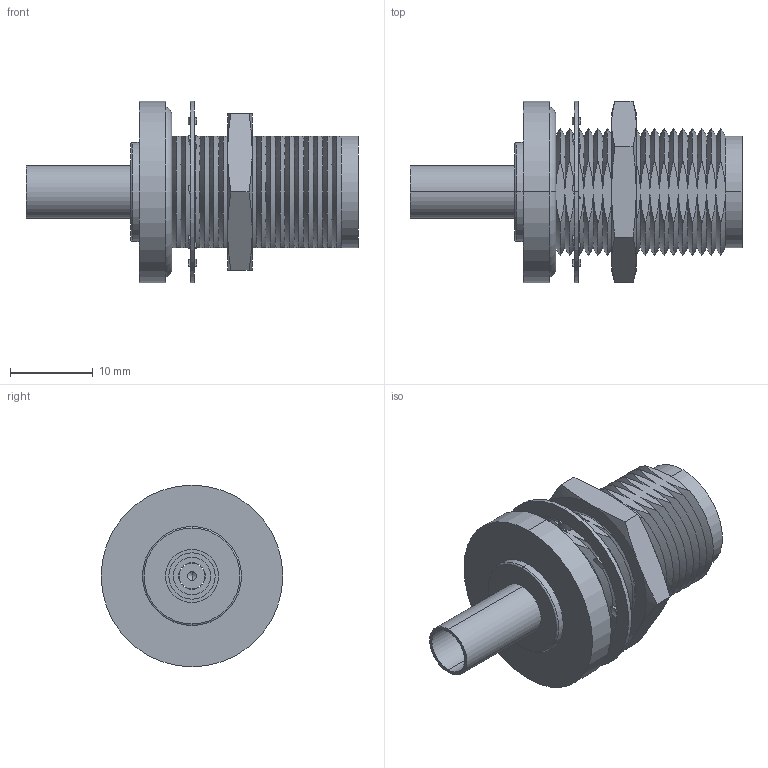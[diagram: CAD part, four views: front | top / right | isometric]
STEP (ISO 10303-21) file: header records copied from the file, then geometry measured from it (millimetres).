
FILE_DESCRIPTION (( 'STEP AP203' ), '1' );
FILE_NAME ('BAC542.STEP', '2014-07-09T17:47:18', ( 'x' ), ( '' ), 'SwSTEP 2.0', 'SolidWorks 2014', '' );
FILE_SCHEMA (( 'CONFIG_CONTROL_DESIGN' ));
Length unit declared in the file: millimetre
Products named in the file (7): BAC542-MA5; BAC542-MA2; BAC542; BAC542-MA3; BAC542-MA1; BAC542-MA4
Assembly tree (6 placements, depth 2):
  BAC542
    BAC542
    BAC542-MA1
    BAC542-MA2
    BAC542-MA3
    BAC542-MA4
    BAC542-MA5
Bounding box: 40.2 x 22 x 22 mm (x, y, z)
Volume: 4988.4 mm3; surface area: 5873.8 mm2
Topology: 6 solids, 6 shells, 308 faces, 771 edges, 481 vertices
Faces by surface type: cone 132, cylinder 113, plane 57, torus 6
Entity records: 11052 total; most frequent: CARTESIAN_POINT 3355, ORIENTED_EDGE 1538, DIRECTION 1361, EDGE_CURVE 769, AXIS2_PLACEMENT_3D 579, VERTEX_POINT 481, EDGE_LOOP 328, ADVANCED_FACE 308
